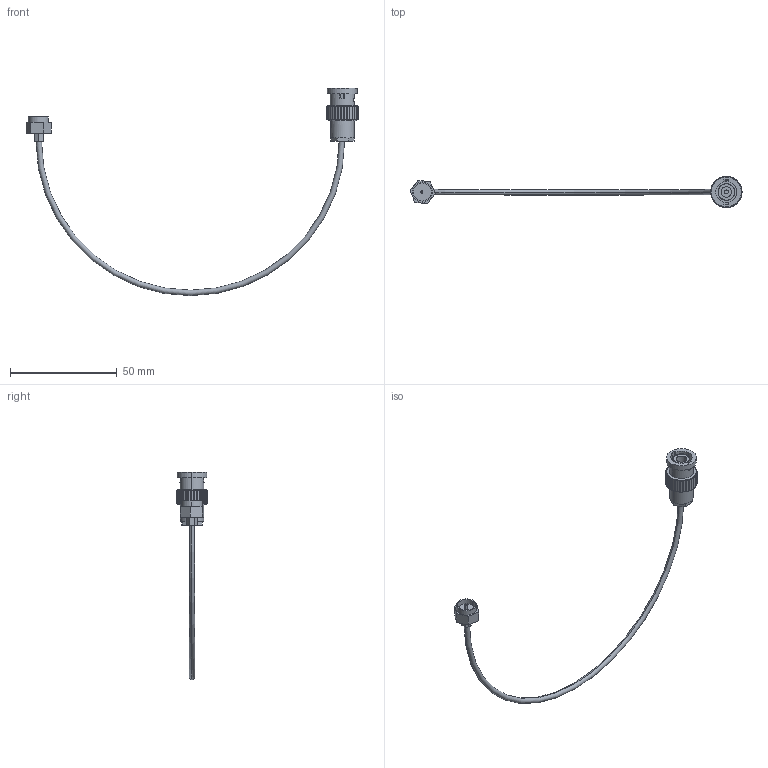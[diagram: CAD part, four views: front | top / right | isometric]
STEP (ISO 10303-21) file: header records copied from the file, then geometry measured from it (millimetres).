
FILE_DESCRIPTION (( 'STEP AP203' ), '1' );
FILE_NAME ('A7306-5-CN.STEP', '2013-11-19T13:04:15', ( '' ), ( '' ), 'SwSTEP 2.0', 'SolidWorks 2012', '' );
FILE_SCHEMA (( 'CONFIG_CONTROL_DESIGN' ));
Length unit declared in the file: inch
Products named in the file (1): A7306-5-CN
Bounding box: 155.17 x 14.6 x 96.93 mm (x, y, z)
Volume: 3919.9 mm3; surface area: 4761.4 mm2
Topology: 2 solids, 2 shells, 331 faces, 909 edges, 591 vertices
Faces by surface type: plane 237, cylinder 92, torus 2
Entity records: 10673 total; most frequent: CARTESIAN_POINT 2048, ORIENTED_EDGE 1818, DIRECTION 1775, EDGE_CURVE 909, LINE 607, VECTOR 607, VERTEX_POINT 591, AXIS2_PLACEMENT_3D 584
